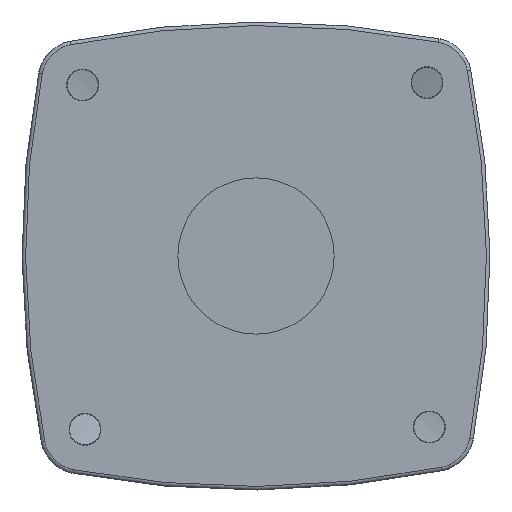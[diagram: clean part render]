
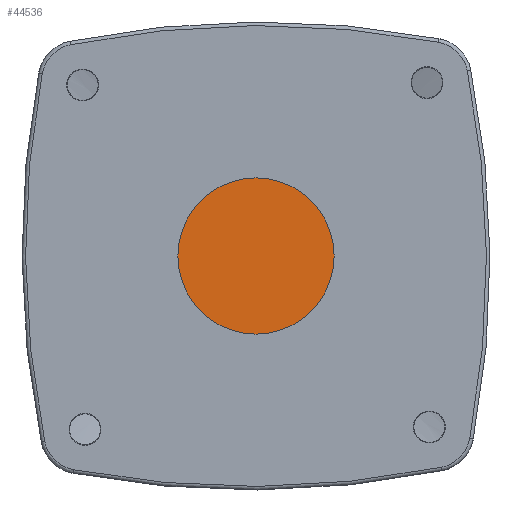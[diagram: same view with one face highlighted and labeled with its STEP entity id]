
A CAD part, front view. The second image highlights one B-rep face of the part: STEP entity #44536.
In plain terms, the highlighted planar face has unit normal (0, -1, 0).
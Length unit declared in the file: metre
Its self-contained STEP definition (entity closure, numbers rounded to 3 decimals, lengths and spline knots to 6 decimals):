
#1242 = DIRECTION ( 'NONE',  ( 0., -1., 0. ) ) ;
#4279 = EDGE_LOOP ( 'NONE', ( #60009 ) ) ;
#9013 = FACE_OUTER_BOUND ( 'NONE', #4279, .T. ) ;
#16065 = CARTESIAN_POINT ( 'NONE',  ( 0.01597, -2.859086, 0.253597 ) ) ;
#28662 = AXIS2_PLACEMENT_3D ( 'NONE', #48793, #1242, #62061 ) ;
#39904 = CARTESIAN_POINT ( 'NONE',  ( 0.927191, -2.859026, 0.253597 ) ) ;
#40540 = EDGE_CURVE ( 'NONE', #73412, #73412, #55459, .T. ) ;
#41490 = AXIS2_PLACEMENT_3D ( 'NONE', #16065, #42932, #57490 ) ;
#42932 = DIRECTION ( 'NONE',  ( 0., -1., 0. ) ) ;
#44536 = ADVANCED_FACE ( 'NONE', ( #9013 ), #76479, .T. ) ;
#48793 = CARTESIAN_POINT ( 'NONE',  ( 0.01597, -2.859086, 0.253597 ) ) ;
#55459 = CIRCLE ( 'NONE', #28662, 0.91122 ) ;
#57490 = DIRECTION ( 'NONE',  ( 1., 0., 0. ) ) ;
#60009 = ORIENTED_EDGE ( 'NONE', *, *, #40540, .T. ) ;
#62061 = DIRECTION ( 'NONE',  ( 1., 0., 0. ) ) ;
#73412 = VERTEX_POINT ( 'NONE', #39904 ) ;
#76479 = PLANE ( 'NONE',  #41490 ) ;
